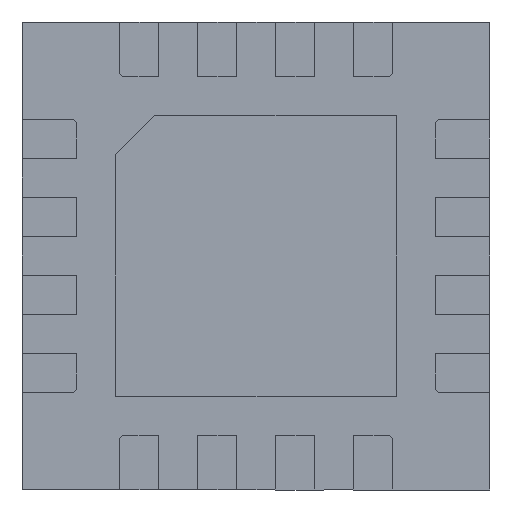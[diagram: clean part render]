
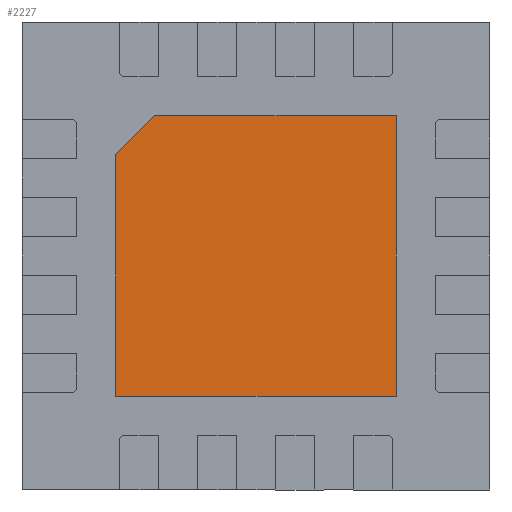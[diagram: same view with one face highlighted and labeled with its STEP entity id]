
A CAD part, front view. The second image highlights one B-rep face of the part: STEP entity #2227.
In plain terms, the highlighted planar face has unit normal (0, -1, 0).
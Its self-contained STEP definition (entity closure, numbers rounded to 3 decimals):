
#111 = EDGE_LOOP ( 'NONE', ( #469, #633, #376, #669, #475 ) ) ;
#376 = ORIENTED_EDGE ( 'NONE', *, *, #2241, .T. ) ;
#469 = ORIENTED_EDGE ( 'NONE', *, *, #2157, .T. ) ;
#475 = ORIENTED_EDGE ( 'NONE', *, *, #2243, .T. ) ;
#633 = ORIENTED_EDGE ( 'NONE', *, *, #2236, .T. ) ;
#669 = ORIENTED_EDGE ( 'NONE', *, *, #2212, .T. ) ;
#896 = CARTESIAN_POINT ( 'NONE',  ( 0.9, 0., -0.9 ) ) ;
#1012 = CARTESIAN_POINT ( 'NONE',  ( -0.9, 0., -0.9 ) ) ;
#1017 = CARTESIAN_POINT ( 'NONE',  ( -0.9, 0., 0.65 ) ) ;
#1073 = CARTESIAN_POINT ( 'NONE',  ( -0.65, 0., 0.9 ) ) ;
#1148 = CARTESIAN_POINT ( 'NONE',  ( 0.9, 0., 0.9 ) ) ;
#2157 = EDGE_CURVE ( 'NONE', #8943, #8808, #7756, .T. ) ;
#2212 = EDGE_CURVE ( 'NONE', #9015, #8949, #8172, .T. ) ;
#2227 = ADVANCED_FACE ( 'NONE', ( #5718 ), #4937, .F. ) ;
#2236 = EDGE_CURVE ( 'NONE', #8808, #9098, #5003, .T. ) ;
#2241 = EDGE_CURVE ( 'NONE', #9098, #9015, #5028, .T. ) ;
#2243 = EDGE_CURVE ( 'NONE', #8949, #8943, #5034, .T. ) ;
#4937 = PLANE ( 'NONE',  #5720 ) ;
#4947 = CARTESIAN_POINT ( 'NONE',  ( -1.5, 0., 1.5 ) ) ;
#4948 = DIRECTION ( 'NONE',  ( 0., 1., 0. ) ) ;
#4949 = DIRECTION ( 'NONE',  ( 0., 0., 1. ) ) ;
#5003 = LINE ( 'NONE', #5004, #9168 ) ;
#5004 = CARTESIAN_POINT ( 'NONE',  ( 0.9, 0., 1.5 ) ) ;
#5005 = DIRECTION ( 'NONE',  ( 0., 0., 1. ) ) ;
#5028 = LINE ( 'NONE', #5029, #9176 ) ;
#5029 = CARTESIAN_POINT ( 'NONE',  ( -1.5, 0., 0.9 ) ) ;
#5030 = DIRECTION ( 'NONE',  ( -1., 0., 0. ) ) ;
#5034 = LINE ( 'NONE', #5035, #9178 ) ;
#5035 = CARTESIAN_POINT ( 'NONE',  ( -0.9, 0., 1.5 ) ) ;
#5036 = DIRECTION ( 'NONE',  ( 0., 0., -1. ) ) ;
#5598 = VECTOR ( 'NONE', #7758, 1000. ) ;
#5702 = VECTOR ( 'NONE', #8174, 1000. ) ;
#5718 = FACE_OUTER_BOUND ( 'NONE', #111, .T. ) ;
#5720 = AXIS2_PLACEMENT_3D ( 'NONE', #4947, #4948, #4949 ) ;
#7756 = LINE ( 'NONE', #7757, #5598 ) ;
#7757 = CARTESIAN_POINT ( 'NONE',  ( -1.5, 0., -0.9 ) ) ;
#7758 = DIRECTION ( 'NONE',  ( 1., 0., 0. ) ) ;
#8172 = LINE ( 'NONE', #8173, #5702 ) ;
#8173 = CARTESIAN_POINT ( 'NONE',  ( -0.775, 0., 0.775 ) ) ;
#8174 = DIRECTION ( 'NONE',  ( -0.707, 0., -0.707 ) ) ;
#8808 = VERTEX_POINT ( 'NONE', #896 ) ;
#8943 = VERTEX_POINT ( 'NONE', #1012 ) ;
#8949 = VERTEX_POINT ( 'NONE', #1017 ) ;
#9015 = VERTEX_POINT ( 'NONE', #1073 ) ;
#9098 = VERTEX_POINT ( 'NONE', #1148 ) ;
#9168 = VECTOR ( 'NONE', #5005, 1000. ) ;
#9176 = VECTOR ( 'NONE', #5030, 1000. ) ;
#9178 = VECTOR ( 'NONE', #5036, 1000. ) ;
